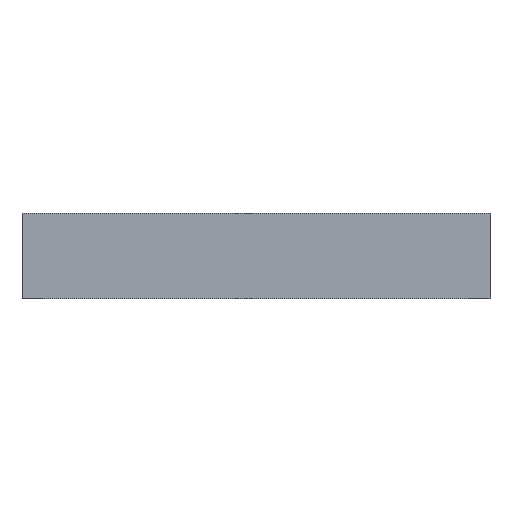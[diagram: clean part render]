
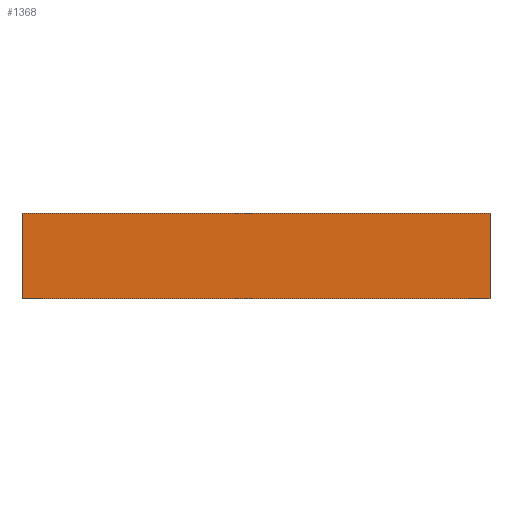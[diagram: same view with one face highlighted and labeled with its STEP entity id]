
A CAD part, left-side view. The second image highlights one B-rep face of the part: STEP entity #1368.
In plain terms, the highlighted planar face has unit normal (-1, 0, 0).
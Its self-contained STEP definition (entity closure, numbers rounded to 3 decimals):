
#32 = PLANE('',#33);
#33 = AXIS2_PLACEMENT_3D('',#34,#35,#36);
#34 = CARTESIAN_POINT('',(-10.,30.,0.));
#35 = DIRECTION('',(0.,0.,-1.));
#36 = DIRECTION('',(1.,0.,0.));
#169 = VERTEX_POINT('',#170);
#170 = CARTESIAN_POINT('',(-10.,30.,0.));
#184 = PLANE('',#185);
#185 = AXIS2_PLACEMENT_3D('',#186,#187,#188);
#186 = CARTESIAN_POINT('',(-10.,30.,0.));
#187 = DIRECTION('',(0.,-1.,0.));
#188 = DIRECTION('',(-1.,0.,0.));
#196 = EDGE_CURVE('',#197,#169,#199,.T.);
#197 = VERTEX_POINT('',#198);
#198 = CARTESIAN_POINT('',(-10.,-30.,0.));
#199 = SURFACE_CURVE('',#200,(#204,#211),.PCURVE_S1.);
#200 = LINE('',#201,#202);
#201 = CARTESIAN_POINT('',(-10.,-30.,0.));
#202 = VECTOR('',#203,1.);
#203 = DIRECTION('',(0.,1.,0.));
#204 = PCURVE('',#32,#205);
#205 = DEFINITIONAL_REPRESENTATION('',(#206),#210);
#206 = LINE('',#207,#208);
#207 = CARTESIAN_POINT('',(0.,60.));
#208 = VECTOR('',#209,1.);
#209 = DIRECTION('',(0.,-1.));
#210 = ( GEOMETRIC_REPRESENTATION_CONTEXT(2) 
PARAMETRIC_REPRESENTATION_CONTEXT() REPRESENTATION_CONTEXT('2D SPACE',''
  ) );
#211 = PCURVE('',#212,#217);
#212 = PLANE('',#213);
#213 = AXIS2_PLACEMENT_3D('',#214,#215,#216);
#214 = CARTESIAN_POINT('',(-10.,-30.,0.));
#215 = DIRECTION('',(1.,0.,0.));
#216 = DIRECTION('',(0.,-1.,0.));
#217 = DEFINITIONAL_REPRESENTATION('',(#218),#222);
#218 = LINE('',#219,#220);
#219 = CARTESIAN_POINT('',(0.,0.));
#220 = VECTOR('',#221,1.);
#221 = DIRECTION('',(-1.,0.));
#222 = ( GEOMETRIC_REPRESENTATION_CONTEXT(2) 
PARAMETRIC_REPRESENTATION_CONTEXT() REPRESENTATION_CONTEXT('2D SPACE',''
  ) );
#240 = PLANE('',#241);
#241 = AXIS2_PLACEMENT_3D('',#242,#243,#244);
#242 = CARTESIAN_POINT('',(45.,-30.,0.));
#243 = DIRECTION('',(0.,1.,0.));
#244 = DIRECTION('',(1.,0.,0.));
#1193 = VERTEX_POINT('',#1194);
#1194 = CARTESIAN_POINT('',(-10.,-30.,11.));
#1208 = PLANE('',#1209);
#1209 = AXIS2_PLACEMENT_3D('',#1210,#1211,#1212);
#1210 = CARTESIAN_POINT('',(-10.,30.,11.));
#1211 = DIRECTION('',(0.,0.,-1.));
#1212 = DIRECTION('',(1.,0.,0.));
#1220 = EDGE_CURVE('',#197,#1193,#1221,.T.);
#1221 = SURFACE_CURVE('',#1222,(#1226,#1233),.PCURVE_S1.);
#1222 = LINE('',#1223,#1224);
#1223 = CARTESIAN_POINT('',(-10.,-30.,0.));
#1224 = VECTOR('',#1225,1.);
#1225 = DIRECTION('',(0.,0.,1.));
#1226 = PCURVE('',#240,#1227);
#1227 = DEFINITIONAL_REPRESENTATION('',(#1228),#1232);
#1228 = LINE('',#1229,#1230);
#1229 = CARTESIAN_POINT('',(-55.,0.));
#1230 = VECTOR('',#1231,1.);
#1231 = DIRECTION('',(0.,-1.));
#1232 = ( GEOMETRIC_REPRESENTATION_CONTEXT(2) 
PARAMETRIC_REPRESENTATION_CONTEXT() REPRESENTATION_CONTEXT('2D SPACE',''
  ) );
#1233 = PCURVE('',#212,#1234);
#1234 = DEFINITIONAL_REPRESENTATION('',(#1235),#1239);
#1235 = LINE('',#1236,#1237);
#1236 = CARTESIAN_POINT('',(0.,0.));
#1237 = VECTOR('',#1238,1.);
#1238 = DIRECTION('',(0.,-1.));
#1239 = ( GEOMETRIC_REPRESENTATION_CONTEXT(2) 
PARAMETRIC_REPRESENTATION_CONTEXT() REPRESENTATION_CONTEXT('2D SPACE',''
  ) );
#1368 = ADVANCED_FACE('',(#1369),#212,.F.);
#1369 = FACE_BOUND('',#1370,.T.);
#1370 = EDGE_LOOP('',(#1371,#1372,#1395,#1416));
#1371 = ORIENTED_EDGE('',*,*,#1220,.T.);
#1372 = ORIENTED_EDGE('',*,*,#1373,.T.);
#1373 = EDGE_CURVE('',#1193,#1374,#1376,.T.);
#1374 = VERTEX_POINT('',#1375);
#1375 = CARTESIAN_POINT('',(-10.,30.,11.));
#1376 = SURFACE_CURVE('',#1377,(#1381,#1388),.PCURVE_S1.);
#1377 = LINE('',#1378,#1379);
#1378 = CARTESIAN_POINT('',(-10.,-30.,11.));
#1379 = VECTOR('',#1380,1.);
#1380 = DIRECTION('',(0.,1.,0.));
#1381 = PCURVE('',#212,#1382);
#1382 = DEFINITIONAL_REPRESENTATION('',(#1383),#1387);
#1383 = LINE('',#1384,#1385);
#1384 = CARTESIAN_POINT('',(0.,-11.));
#1385 = VECTOR('',#1386,1.);
#1386 = DIRECTION('',(-1.,0.));
#1387 = ( GEOMETRIC_REPRESENTATION_CONTEXT(2) 
PARAMETRIC_REPRESENTATION_CONTEXT() REPRESENTATION_CONTEXT('2D SPACE',''
  ) );
#1388 = PCURVE('',#1208,#1389);
#1389 = DEFINITIONAL_REPRESENTATION('',(#1390),#1394);
#1390 = LINE('',#1391,#1392);
#1391 = CARTESIAN_POINT('',(0.,60.));
#1392 = VECTOR('',#1393,1.);
#1393 = DIRECTION('',(0.,-1.));
#1394 = ( GEOMETRIC_REPRESENTATION_CONTEXT(2) 
PARAMETRIC_REPRESENTATION_CONTEXT() REPRESENTATION_CONTEXT('2D SPACE',''
  ) );
#1395 = ORIENTED_EDGE('',*,*,#1396,.F.);
#1396 = EDGE_CURVE('',#169,#1374,#1397,.T.);
#1397 = SURFACE_CURVE('',#1398,(#1402,#1409),.PCURVE_S1.);
#1398 = LINE('',#1399,#1400);
#1399 = CARTESIAN_POINT('',(-10.,30.,0.));
#1400 = VECTOR('',#1401,1.);
#1401 = DIRECTION('',(0.,0.,1.));
#1402 = PCURVE('',#212,#1403);
#1403 = DEFINITIONAL_REPRESENTATION('',(#1404),#1408);
#1404 = LINE('',#1405,#1406);
#1405 = CARTESIAN_POINT('',(-60.,0.));
#1406 = VECTOR('',#1407,1.);
#1407 = DIRECTION('',(0.,-1.));
#1408 = ( GEOMETRIC_REPRESENTATION_CONTEXT(2) 
PARAMETRIC_REPRESENTATION_CONTEXT() REPRESENTATION_CONTEXT('2D SPACE',''
  ) );
#1409 = PCURVE('',#184,#1410);
#1410 = DEFINITIONAL_REPRESENTATION('',(#1411),#1415);
#1411 = LINE('',#1412,#1413);
#1412 = CARTESIAN_POINT('',(0.,0.));
#1413 = VECTOR('',#1414,1.);
#1414 = DIRECTION('',(0.,-1.));
#1415 = ( GEOMETRIC_REPRESENTATION_CONTEXT(2) 
PARAMETRIC_REPRESENTATION_CONTEXT() REPRESENTATION_CONTEXT('2D SPACE',''
  ) );
#1416 = ORIENTED_EDGE('',*,*,#196,.F.);
